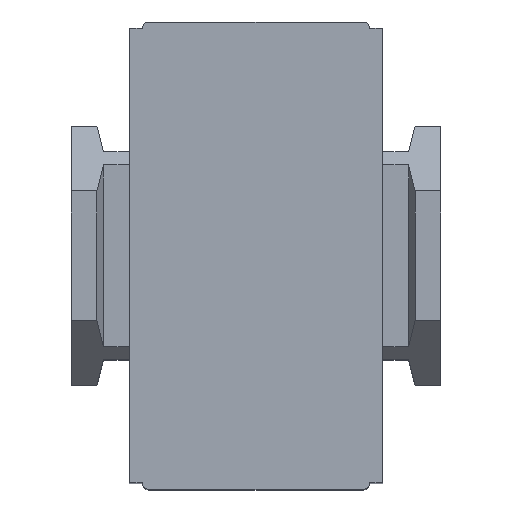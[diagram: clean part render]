
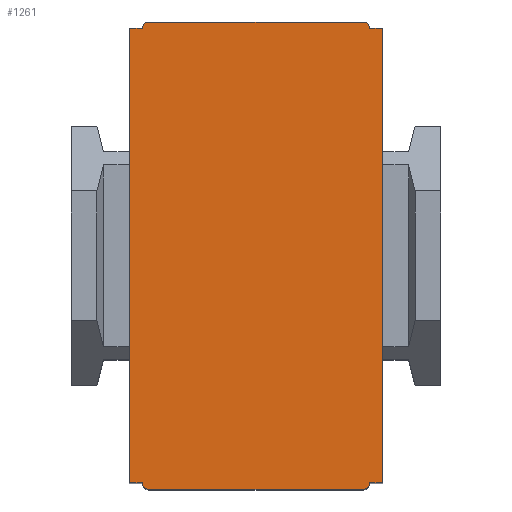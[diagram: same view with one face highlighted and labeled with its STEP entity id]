
A CAD part, top view. The second image highlights one B-rep face of the part: STEP entity #1261.
In plain terms, the highlighted planar face has unit normal (0, 0, 1).
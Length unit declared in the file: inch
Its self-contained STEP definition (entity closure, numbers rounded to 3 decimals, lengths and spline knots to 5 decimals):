
#4 = CARTESIAN_POINT ( 'NONE',  ( -0.38386, 0.68898, 0.59055 ) ) ;
#20 = VERTEX_POINT ( 'NONE', #897 ) ;
#29 = EDGE_CURVE ( 'NONE', #907, #683, #40, .T. ) ;
#40 = CIRCLE ( 'NONE', #670, 0.01969 ) ;
#49 = DIRECTION ( 'NONE',  ( 0., -1., 0. ) ) ;
#71 = CARTESIAN_POINT ( 'NONE',  ( -0.38386, 0.68898, 0.59055 ) ) ;
#72 = CIRCLE ( 'NONE', #630, 0.01969 ) ;
#81 = DIRECTION ( 'NONE',  ( 1., 0., 0. ) ) ;
#94 = CARTESIAN_POINT ( 'NONE',  ( -0.34449, 0.68898, 0.59055 ) ) ;
#106 = AXIS2_PLACEMENT_3D ( 'NONE', #910, #770, #748 ) ;
#110 = EDGE_CURVE ( 'NONE', #683, #784, #1505, .T. ) ;
#141 = EDGE_CURVE ( 'NONE', #784, #20, #688, .T. ) ;
#142 = VERTEX_POINT ( 'NONE', #795 ) ;
#208 = EDGE_CURVE ( 'NONE', #619, #475, #1239, .T. ) ;
#269 = DIRECTION ( 'NONE',  ( 1., 0., 0. ) ) ;
#286 = EDGE_CURVE ( 'NONE', #957, #1206, #737, .T. ) ;
#304 = CARTESIAN_POINT ( 'NONE',  ( 0.34449, -0.68898, 0.59055 ) ) ;
#316 = DIRECTION ( 'NONE',  ( -1., 0., 0. ) ) ;
#319 = DIRECTION ( 'NONE',  ( 0., 0., 1. ) ) ;
#323 = CARTESIAN_POINT ( 'NONE',  ( -0.3248, -0.68898, 0.59055 ) ) ;
#356 = CARTESIAN_POINT ( 'NONE',  ( 0.38386, 0.68898, 0.59055 ) ) ;
#370 = ORIENTED_EDGE ( 'NONE', *, *, #751, .T. ) ;
#383 = EDGE_CURVE ( 'NONE', #475, #1437, #736, .T. ) ;
#426 = CARTESIAN_POINT ( 'NONE',  ( -0.3248, 0.70866, 0.59055 ) ) ;
#450 = VERTEX_POINT ( 'NONE', #426 ) ;
#475 = VERTEX_POINT ( 'NONE', #4 ) ;
#541 = DIRECTION ( 'NONE',  ( -1., 0., 0. ) ) ;
#549 = ORIENTED_EDGE ( 'NONE', *, *, #29, .T. ) ;
#556 = CARTESIAN_POINT ( 'NONE',  ( -0.34449, 0.68898, 0.59055 ) ) ;
#598 = VECTOR ( 'NONE', #665, 39.37008 ) ;
#619 = VERTEX_POINT ( 'NONE', #94 ) ;
#627 = LINE ( 'NONE', #356, #730 ) ;
#630 = AXIS2_PLACEMENT_3D ( 'NONE', #1108, #1148, #1115 ) ;
#648 = AXIS2_PLACEMENT_3D ( 'NONE', #1604, #1567, #269 ) ;
#660 = AXIS2_PLACEMENT_3D ( 'NONE', #323, #319, #316 ) ;
#665 = DIRECTION ( 'NONE',  ( 0., 1., 0. ) ) ;
#670 = AXIS2_PLACEMENT_3D ( 'NONE', #809, #806, #804 ) ;
#679 = CARTESIAN_POINT ( 'NONE',  ( 0.38386, -0.68898, 0.59055 ) ) ;
#682 = EDGE_CURVE ( 'NONE', #20, #142, #627, .T. ) ;
#683 = VERTEX_POINT ( 'NONE', #304 ) ;
#687 = VECTOR ( 'NONE', #722, 39.37008 ) ;
#688 = LINE ( 'NONE', #679, #598 ) ;
#694 = EDGE_CURVE ( 'NONE', #142, #1035, #2028, .T. ) ;
#699 = VECTOR ( 'NONE', #1534, 39.37008 ) ;
#719 = ORIENTED_EDGE ( 'NONE', *, *, #682, .T. ) ;
#720 = EDGE_CURVE ( 'NONE', #1035, #450, #1568, .T. ) ;
#722 = DIRECTION ( 'NONE',  ( 1., 0., 0. ) ) ;
#724 = ORIENTED_EDGE ( 'NONE', *, *, #720, .T. ) ;
#730 = VECTOR ( 'NONE', #1525, 39.37008 ) ;
#736 = LINE ( 'NONE', #71, #1561 ) ;
#737 = CIRCLE ( 'NONE', #660, 0.01969 ) ;
#748 = DIRECTION ( 'NONE',  ( 1., 0., 0. ) ) ;
#751 = EDGE_CURVE ( 'NONE', #450, #619, #72, .T. ) ;
#752 = CARTESIAN_POINT ( 'NONE',  ( 0.34449, -0.68898, 0.59055 ) ) ;
#770 = DIRECTION ( 'NONE',  ( 0., 0., 1. ) ) ;
#784 = VERTEX_POINT ( 'NONE', #1339 ) ;
#795 = CARTESIAN_POINT ( 'NONE',  ( 0.34449, 0.68898, 0.59055 ) ) ;
#804 = DIRECTION ( 'NONE',  ( 0., -1., 0. ) ) ;
#806 = DIRECTION ( 'NONE',  ( 0., 0., 1. ) ) ;
#809 = CARTESIAN_POINT ( 'NONE',  ( 0.3248, -0.68898, 0.59055 ) ) ;
#869 = PLANE ( 'NONE',  #106 ) ;
#897 = CARTESIAN_POINT ( 'NONE',  ( 0.38386, 0.68898, 0.59055 ) ) ;
#907 = VERTEX_POINT ( 'NONE', #1044 ) ;
#910 = CARTESIAN_POINT ( 'NONE',  ( 0., 0., 0.59055 ) ) ;
#913 = FACE_OUTER_BOUND ( 'NONE', #1135, .T. ) ;
#931 = CARTESIAN_POINT ( 'NONE',  ( 0.3248, 0.70866, 0.59055 ) ) ;
#957 = VERTEX_POINT ( 'NONE', #1173 ) ;
#996 = LINE ( 'NONE', #2014, #1048 ) ;
#999 = LINE ( 'NONE', #1207, #1942 ) ;
#1035 = VERTEX_POINT ( 'NONE', #1123 ) ;
#1044 = CARTESIAN_POINT ( 'NONE',  ( 0.3248, -0.70866, 0.59055 ) ) ;
#1048 = VECTOR ( 'NONE', #81, 39.37008 ) ;
#1090 = VECTOR ( 'NONE', #541, 39.37008 ) ;
#1108 = CARTESIAN_POINT ( 'NONE',  ( -0.3248, 0.68898, 0.59055 ) ) ;
#1115 = DIRECTION ( 'NONE',  ( 0., 1., 0. ) ) ;
#1123 = CARTESIAN_POINT ( 'NONE',  ( 0.3248, 0.70866, 0.59055 ) ) ;
#1135 = EDGE_LOOP ( 'NONE', ( #2009, #1377, #1371, #549, #1598, #1476, #719, #1367, #724, #370, #1415, #1254 ) ) ;
#1148 = DIRECTION ( 'NONE',  ( 0., 0., 1. ) ) ;
#1173 = CARTESIAN_POINT ( 'NONE',  ( -0.34449, -0.68898, 0.59055 ) ) ;
#1186 = CARTESIAN_POINT ( 'NONE',  ( -0.38386, -0.68898, 0.59055 ) ) ;
#1206 = VERTEX_POINT ( 'NONE', #1307 ) ;
#1207 = CARTESIAN_POINT ( 'NONE',  ( -0.38386, -0.68898, 0.59055 ) ) ;
#1239 = LINE ( 'NONE', #556, #1090 ) ;
#1243 = DIRECTION ( 'NONE',  ( 1., 0., 0. ) ) ;
#1254 = ORIENTED_EDGE ( 'NONE', *, *, #383, .T. ) ;
#1261 = ADVANCED_FACE ( 'NONE', ( #913 ), #869, .T. ) ;
#1307 = CARTESIAN_POINT ( 'NONE',  ( -0.3248, -0.70866, 0.59055 ) ) ;
#1339 = CARTESIAN_POINT ( 'NONE',  ( 0.38386, -0.68898, 0.59055 ) ) ;
#1367 = ORIENTED_EDGE ( 'NONE', *, *, #694, .T. ) ;
#1371 = ORIENTED_EDGE ( 'NONE', *, *, #1972, .T. ) ;
#1377 = ORIENTED_EDGE ( 'NONE', *, *, #286, .T. ) ;
#1415 = ORIENTED_EDGE ( 'NONE', *, *, #208, .T. ) ;
#1437 = VERTEX_POINT ( 'NONE', #1186 ) ;
#1476 = ORIENTED_EDGE ( 'NONE', *, *, #141, .T. ) ;
#1505 = LINE ( 'NONE', #752, #687 ) ;
#1525 = DIRECTION ( 'NONE',  ( -1., 0., 0. ) ) ;
#1534 = DIRECTION ( 'NONE',  ( -1., 0., 0. ) ) ;
#1561 = VECTOR ( 'NONE', #49, 39.37008 ) ;
#1567 = DIRECTION ( 'NONE',  ( 0., 0., 1. ) ) ;
#1568 = LINE ( 'NONE', #931, #699 ) ;
#1598 = ORIENTED_EDGE ( 'NONE', *, *, #110, .T. ) ;
#1604 = CARTESIAN_POINT ( 'NONE',  ( 0.3248, 0.68898, 0.59055 ) ) ;
#1820 = EDGE_CURVE ( 'NONE', #1437, #957, #999, .T. ) ;
#1942 = VECTOR ( 'NONE', #1243, 39.37008 ) ;
#1972 = EDGE_CURVE ( 'NONE', #1206, #907, #996, .T. ) ;
#2009 = ORIENTED_EDGE ( 'NONE', *, *, #1820, .T. ) ;
#2014 = CARTESIAN_POINT ( 'NONE',  ( -0.3248, -0.70866, 0.59055 ) ) ;
#2028 = CIRCLE ( 'NONE', #648, 0.01969 ) ;
